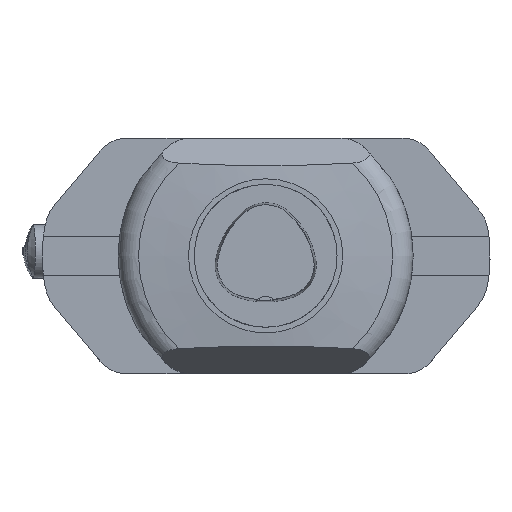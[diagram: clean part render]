
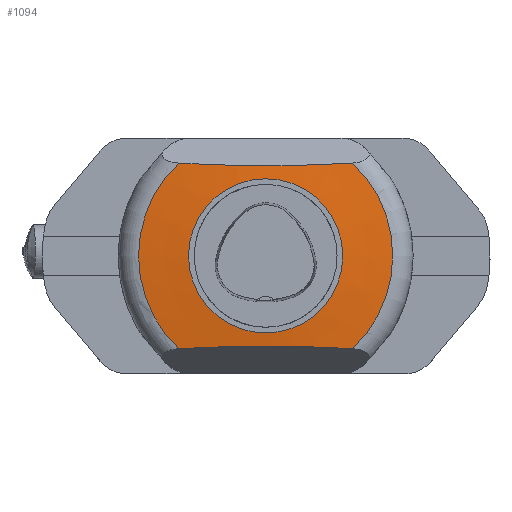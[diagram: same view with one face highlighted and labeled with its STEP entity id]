
A CAD part, top view. The second image highlights one B-rep face of the part: STEP entity #1094.
In plain terms, the highlighted conical face has half-angle 84 degrees and reference radius 34 mm.
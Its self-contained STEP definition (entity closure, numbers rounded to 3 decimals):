
#253=CONICAL_SURFACE('',#8507,34.,84.);
#309=B_SPLINE_CURVE_WITH_KNOTS('',3,(#11843,#11844,#11845,#11846,#11847,
#11848),.UNSPECIFIED.,.F.,.F.,(4,2,4),(0.,0.5,1.),.UNSPECIFIED.);
#311=B_SPLINE_CURVE_WITH_KNOTS('',3,(#11861,#11862,#11863,#11864,#11865,
#11866),.UNSPECIFIED.,.F.,.F.,(4,2,4),(0.,0.5,1.),.UNSPECIFIED.);
#1094=ADVANCED_FACE('',(#3162,#3163),#253,.T.);
#3162=FACE_BOUND('',#3303,.T.);
#3163=FACE_BOUND('',#3304,.T.);
#3303=EDGE_LOOP('',(#3937));
#3304=EDGE_LOOP('',(#3938,#3939,#3940,#3941));
#3937=ORIENTED_EDGE('',*,*,#6918,.F.);
#3938=ORIENTED_EDGE('',*,*,#6917,.F.);
#3939=ORIENTED_EDGE('',*,*,#6915,.T.);
#3940=ORIENTED_EDGE('',*,*,#6914,.F.);
#3941=ORIENTED_EDGE('',*,*,#6911,.T.);
#6121=VERTEX_POINT('',#11822);
#6122=VERTEX_POINT('',#11824);
#6123=VERTEX_POINT('',#11842);
#6124=VERTEX_POINT('',#11851);
#6125=VERTEX_POINT('',#11869);
#6911=EDGE_CURVE('',#6122,#6121,#7986,.T.);
#6914=EDGE_CURVE('',#6122,#6123,#309,.T.);
#6915=EDGE_CURVE('',#6124,#6123,#7987,.T.);
#6917=EDGE_CURVE('',#6124,#6121,#311,.T.);
#6918=EDGE_CURVE('',#6125,#6125,#7988,.T.);
#7986=CIRCLE('',#8500,56.045);
#7987=CIRCLE('',#8503,56.045);
#7988=CIRCLE('',#8506,34.);
#8500=AXIS2_PLACEMENT_3D('',#11823,#9396,#9397);
#8503=AXIS2_PLACEMENT_3D('',#11850,#9402,#9403);
#8506=AXIS2_PLACEMENT_3D('',#11868,#9408,#9409);
#8507=AXIS2_PLACEMENT_3D('',#11870,#9410,#9411);
#9396=DIRECTION('',(0.,0.,1.));
#9397=DIRECTION('',(-1.,0.,0.));
#9402=DIRECTION('',(0.,0.,1.));
#9403=DIRECTION('',(-1.,0.,0.));
#9408=DIRECTION('',(0.,0.,1.));
#9409=DIRECTION('',(-1.,0.,0.));
#9410=DIRECTION('',(0.,0.,-1.));
#9411=DIRECTION('',(-1.,0.,0.));
#11822=CARTESIAN_POINT('',(-38.266,-40.949,-32.217));
#11823=CARTESIAN_POINT('',(0.,0.,-32.217));
#11824=CARTESIAN_POINT('',(-38.266,40.949,-32.217));
#11842=CARTESIAN_POINT('',(38.266,40.949,-32.217));
#11843=CARTESIAN_POINT('',(-38.266,40.949,-32.217));
#11844=CARTESIAN_POINT('',(-25.556,40.274,-31.253));
#11845=CARTESIAN_POINT('',(-12.832,39.751,-30.507));
#11846=CARTESIAN_POINT('',(12.707,39.748,-30.502));
#11847=CARTESIAN_POINT('',(25.516,40.272,-31.25));
#11848=CARTESIAN_POINT('',(38.266,40.949,-32.217));
#11850=CARTESIAN_POINT('',(0.,0.,-32.217));
#11851=CARTESIAN_POINT('',(38.266,-40.949,-32.217));
#11861=CARTESIAN_POINT('',(38.266,-40.949,-32.217));
#11862=CARTESIAN_POINT('',(25.556,-40.274,-31.253));
#11863=CARTESIAN_POINT('',(12.832,-39.751,-30.507));
#11864=CARTESIAN_POINT('',(-12.707,-39.748,-30.502));
#11865=CARTESIAN_POINT('',(-25.516,-40.272,-31.25));
#11866=CARTESIAN_POINT('',(-38.266,-40.949,-32.217));
#11868=CARTESIAN_POINT('',(0.,0.,-29.9));
#11869=CARTESIAN_POINT('',(-34.,0.,-29.9));
#11870=CARTESIAN_POINT('',(0.,0.,-29.9));
